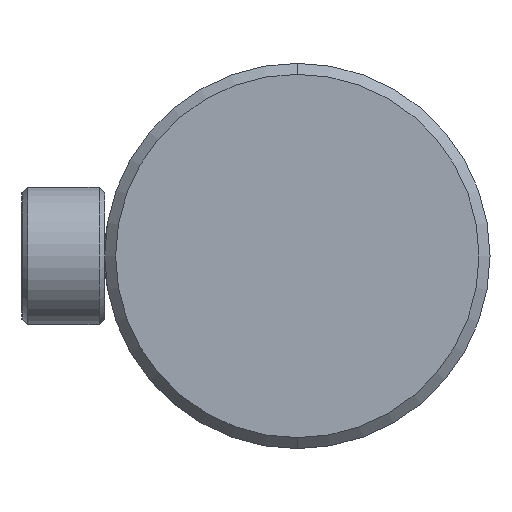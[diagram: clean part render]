
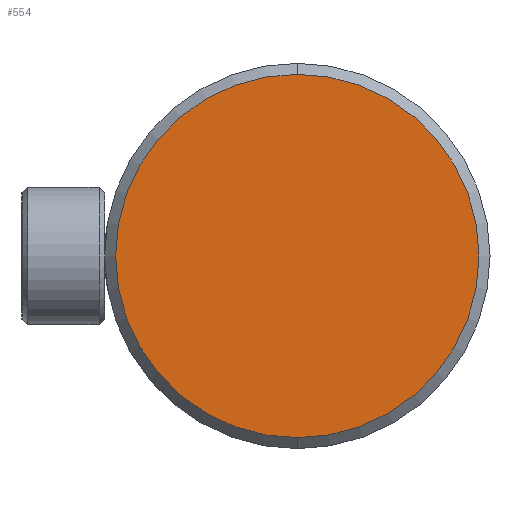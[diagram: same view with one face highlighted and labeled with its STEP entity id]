
A CAD part, left-side view. The second image highlights one B-rep face of the part: STEP entity #554.
In plain terms, the highlighted planar face has unit normal (-1, 0, 0).
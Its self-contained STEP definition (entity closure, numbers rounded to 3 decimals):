
#288 = CIRCLE ( 'NONE', #742, 33. ) ;
#340 = VERTEX_POINT ( 'NONE', #484 ) ;
#442 = DIRECTION ( 'NONE',  ( 0., 0., 1. ) ) ;
#484 = CARTESIAN_POINT ( 'NONE',  ( -13., 0., 33. ) ) ;
#554 = ADVANCED_FACE ( 'NONE', ( #2095 ), #2869, .F. ) ;
#668 = ORIENTED_EDGE ( 'NONE', *, *, #2826, .T. ) ;
#691 = DIRECTION ( 'NONE',  ( -1., 0., 0. ) ) ;
#740 = DIRECTION ( 'NONE',  ( 0., 0., 1. ) ) ;
#742 = AXIS2_PLACEMENT_3D ( 'NONE', #1499, #1926, #740 ) ;
#902 = CIRCLE ( 'NONE', #2140, 33. ) ;
#1184 = CARTESIAN_POINT ( 'NONE',  ( -13., 0., 0. ) ) ;
#1212 = CARTESIAN_POINT ( 'NONE',  ( -13., 0., -33. ) ) ;
#1289 = EDGE_CURVE ( 'NONE', #340, #2107, #902, .T. ) ;
#1386 = AXIS2_PLACEMENT_3D ( 'NONE', #2135, #1568, #2389 ) ;
#1499 = CARTESIAN_POINT ( 'NONE',  ( -13., 0., 0. ) ) ;
#1568 = DIRECTION ( 'NONE',  ( 1., 0., 0. ) ) ;
#1926 = DIRECTION ( 'NONE',  ( -1., 0., 0. ) ) ;
#2095 = FACE_OUTER_BOUND ( 'NONE', #2611, .T. ) ;
#2107 = VERTEX_POINT ( 'NONE', #1212 ) ;
#2110 = ORIENTED_EDGE ( 'NONE', *, *, #1289, .T. ) ;
#2135 = CARTESIAN_POINT ( 'NONE',  ( -13., 0., 0. ) ) ;
#2140 = AXIS2_PLACEMENT_3D ( 'NONE', #1184, #691, #442 ) ;
#2389 = DIRECTION ( 'NONE',  ( 0., 0., -1. ) ) ;
#2611 = EDGE_LOOP ( 'NONE', ( #668, #2110 ) ) ;
#2826 = EDGE_CURVE ( 'NONE', #2107, #340, #288, .T. ) ;
#2869 = PLANE ( 'NONE',  #1386 ) ;
